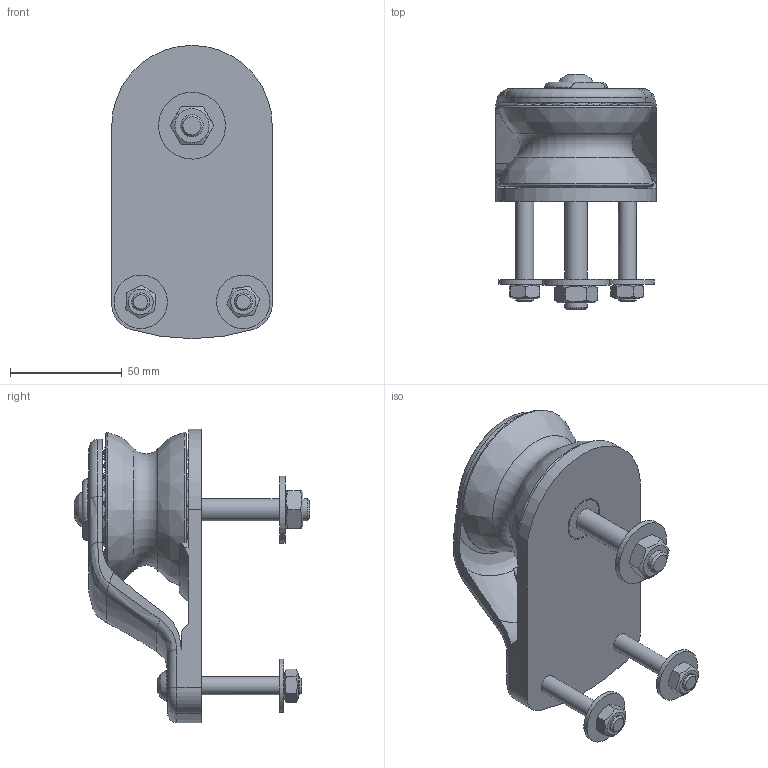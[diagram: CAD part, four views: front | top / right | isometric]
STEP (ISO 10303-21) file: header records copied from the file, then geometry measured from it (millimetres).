
FILE_DESCRIPTION(/* description */ (''),/* implementation_level */ '2;1');
FILE_NAME(/* name */ '819.070.stp',/* time_stamp */ '2018-11-08T16:35:54+01:00',/* author */ ('gianni'),/* organization */ (''),/* preprocessor_version */ 'ST-DEVELOPER v16.5',/* originating_system */ 'Autodesk Inventor 2017',/* authorisation */ '');
FILE_SCHEMA (('AUTOMOTIVE_DESIGN { 1 0 10303 214 3 1 1 }'));
Length unit declared in the file: millimetre
Products named in the file (1): 18110807
Bounding box: 72 x 105.5 x 131.5 mm (x, y, z)
Volume: 240662.9 mm3; surface area: 61842 mm2
Topology: 1 solids, 1 shells, 219 faces, 605 edges, 416 vertices
Faces by surface type: plane 78, sphere 52, cylinder 36, cone 23, bspline 17, torus 13
Full cylindrical faces by diameter (mm): 8 x4, 8.2 x2, 8.4 x2, 10 x2, 11 x1, 17 x2, 17.5 x2, 18.5 x1, 18.95 x1, 24 x2, 28 x1, 28.2 x1, 30 x1, 32 x2
Entity records: 6517 total; most frequent: CARTESIAN_POINT 2314, DIRECTION 858, ORIENTED_EDGE 756, AXIS2_PLACEMENT_3D 394, EDGE_CURVE 378, EDGE_LOOP 349, VERTEX_POINT 289, FACE_OUTER_BOUND 219
